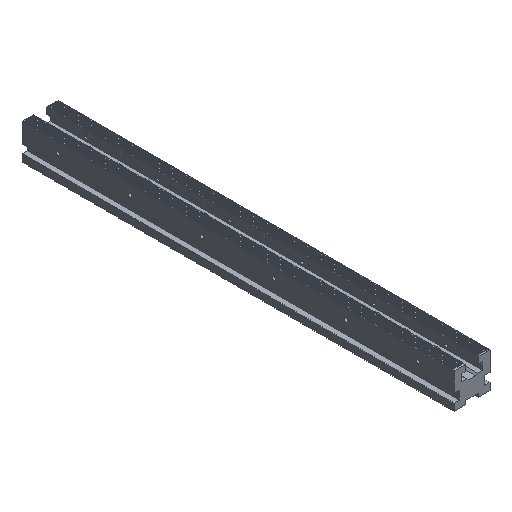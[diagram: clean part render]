
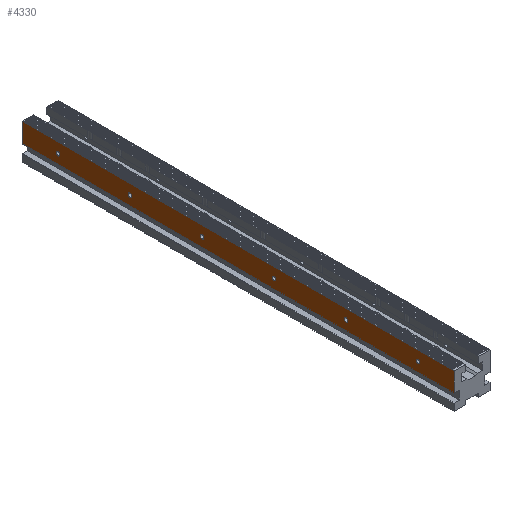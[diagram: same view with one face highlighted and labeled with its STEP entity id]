
A CAD part, isometric view. The second image highlights one B-rep face of the part: STEP entity #4330.
In plain terms, the highlighted planar face has unit normal (-1, 0, 0).
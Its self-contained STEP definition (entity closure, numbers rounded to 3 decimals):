
#4330 = ADVANCED_FACE( '', ( #10425, #10426, #10427, #10428, #10429, #10430, #10431 ), #10432, .F. );
#10425 = FACE_BOUND( '', #18310, .T. );
#10426 = FACE_BOUND( '', #18311, .T. );
#10427 = FACE_BOUND( '', #18312, .T. );
#10428 = FACE_BOUND( '', #18313, .T. );
#10429 = FACE_BOUND( '', #18314, .T. );
#10430 = FACE_BOUND( '', #18315, .T. );
#10431 = FACE_OUTER_BOUND( '', #18316, .T. );
#10432 = PLANE( '', #18317 );
#18310 = EDGE_LOOP( '', ( #32886 ) );
#18311 = EDGE_LOOP( '', ( #32887 ) );
#18312 = EDGE_LOOP( '', ( #32888 ) );
#18313 = EDGE_LOOP( '', ( #32889 ) );
#18314 = EDGE_LOOP( '', ( #32890 ) );
#18315 = EDGE_LOOP( '', ( #32891 ) );
#18316 = EDGE_LOOP( '', ( #32892, #32893, #32894, #32895, #32896, #32897 ) );
#18317 = AXIS2_PLACEMENT_3D( '', #32898, #32899, #32900 );
#32886 = ORIENTED_EDGE( '', *, *, #54984, .F. );
#32887 = ORIENTED_EDGE( '', *, *, #54985, .F. );
#32888 = ORIENTED_EDGE( '', *, *, #54986, .F. );
#32889 = ORIENTED_EDGE( '', *, *, #54796, .F. );
#32890 = ORIENTED_EDGE( '', *, *, #54987, .F. );
#32891 = ORIENTED_EDGE( '', *, *, #54988, .F. );
#32892 = ORIENTED_EDGE( '', *, *, #54989, .T. );
#32893 = ORIENTED_EDGE( '', *, *, #54990, .F. );
#32894 = ORIENTED_EDGE( '', *, *, #54991, .T. );
#32895 = ORIENTED_EDGE( '', *, *, #54992, .T. );
#32896 = ORIENTED_EDGE( '', *, *, #54993, .F. );
#32897 = ORIENTED_EDGE( '', *, *, #53110, .F. );
#32898 = CARTESIAN_POINT( '', ( -25., -300., 25. ) );
#32899 = DIRECTION( '', ( 1., 0., 0. ) );
#32900 = DIRECTION( '', ( 0., 0., -1. ) );
#53110 = EDGE_CURVE( '', #66216, #66218, #66219, .T. );
#54796 = EDGE_CURVE( '', #68957, #68957, #68958, .T. );
#54984 = EDGE_CURVE( '', #69220, #69220, #69221, .T. );
#54985 = EDGE_CURVE( '', #69222, #69222, #69223, .T. );
#54986 = EDGE_CURVE( '', #69224, #69224, #69225, .T. );
#54987 = EDGE_CURVE( '', #69226, #69226, #69227, .T. );
#54988 = EDGE_CURVE( '', #69228, #69228, #69229, .T. );
#54989 = EDGE_CURVE( '', #66216, #69230, #69231, .T. );
#54990 = EDGE_CURVE( '', #69232, #69230, #69233, .T. );
#54991 = EDGE_CURVE( '', #69232, #69234, #69235, .T. );
#54992 = EDGE_CURVE( '', #69234, #69236, #69237, .T. );
#54993 = EDGE_CURVE( '', #66218, #69236, #69238, .T. );
#66216 = VERTEX_POINT( '', #84797 );
#66218 = VERTEX_POINT( '', #84800 );
#66219 = LINE( '', #84801, #84802 );
#68957 = VERTEX_POINT( '', #89018 );
#68958 = CIRCLE( '', #89019, 2.5 );
#69220 = VERTEX_POINT( '', #89409 );
#69221 = CIRCLE( '', #89410, 2.5 );
#69222 = VERTEX_POINT( '', #89411 );
#69223 = CIRCLE( '', #89412, 2.5 );
#69224 = VERTEX_POINT( '', #89413 );
#69225 = CIRCLE( '', #89414, 2.5 );
#69226 = VERTEX_POINT( '', #89415 );
#69227 = CIRCLE( '', #89416, 2.5 );
#69228 = VERTEX_POINT( '', #89417 );
#69229 = CIRCLE( '', #89418, 2.5 );
#69230 = VERTEX_POINT( '', #89419 );
#69231 = LINE( '', #89420, #89421 );
#69232 = VERTEX_POINT( '', #89422 );
#69233 = LINE( '', #89423, #89424 );
#69234 = VERTEX_POINT( '', #89425 );
#69235 = LINE( '', #89426, #89427 );
#69236 = VERTEX_POINT( '', #89428 );
#69237 = LINE( '', #89429, #89430 );
#69238 = LINE( '', #89431, #89432 );
#84797 = CARTESIAN_POINT( '', ( -25., -299.75, 24. ) );
#84800 = CARTESIAN_POINT( '', ( -25., -300., 23.75 ) );
#84801 = CARTESIAN_POINT( '', ( -25., -298.75, 25. ) );
#84802 = VECTOR( '', #101450, 1000. );
#89018 = CARTESIAN_POINT( '', ( -25., -147.5, 10. ) );
#89019 = AXIS2_PLACEMENT_3D( '', #102962, #102963, #102964 );
#89409 = CARTESIAN_POINT( '', ( -25., 52.5, 10. ) );
#89410 = AXIS2_PLACEMENT_3D( '', #103111, #103112, #103113 );
#89411 = CARTESIAN_POINT( '', ( -25., -47.5, 10. ) );
#89412 = AXIS2_PLACEMENT_3D( '', #103114, #103115, #103116 );
#89413 = CARTESIAN_POINT( '', ( -25., 152.5, 10. ) );
#89414 = AXIS2_PLACEMENT_3D( '', #103117, #103118, #103119 );
#89415 = CARTESIAN_POINT( '', ( -25., 252.5, 10. ) );
#89416 = AXIS2_PLACEMENT_3D( '', #103120, #103121, #103122 );
#89417 = CARTESIAN_POINT( '', ( -25., -247.5, 10. ) );
#89418 = AXIS2_PLACEMENT_3D( '', #103123, #103124, #103125 );
#89419 = CARTESIAN_POINT( '', ( -25., 299.75, 24. ) );
#89420 = CARTESIAN_POINT( '', ( -25., -300., 24. ) );
#89421 = VECTOR( '', #103126, 1000. );
#89422 = CARTESIAN_POINT( '', ( -25., 300., 23.75 ) );
#89423 = CARTESIAN_POINT( '', ( -25., 300., 23.75 ) );
#89424 = VECTOR( '', #103127, 1000. );
#89425 = CARTESIAN_POINT( '', ( -25., 300., -3. ) );
#89426 = CARTESIAN_POINT( '', ( -25., 300., 25. ) );
#89427 = VECTOR( '', #103128, 1000. );
#89428 = CARTESIAN_POINT( '', ( -25., -300., -3. ) );
#89429 = CARTESIAN_POINT( '', ( -25., 300., -3. ) );
#89430 = VECTOR( '', #103129, 1000. );
#89431 = CARTESIAN_POINT( '', ( -25., -300., 25. ) );
#89432 = VECTOR( '', #103130, 1000. );
#101450 = DIRECTION( '', ( 0., -0.707, -0.707 ) );
#102962 = CARTESIAN_POINT( '', ( -25., -150., 10. ) );
#102963 = DIRECTION( '', ( -1., 0., 0. ) );
#102964 = DIRECTION( '', ( 0., 1., 0. ) );
#103111 = CARTESIAN_POINT( '', ( -25., 50., 10. ) );
#103112 = DIRECTION( '', ( -1., 0., 0. ) );
#103113 = DIRECTION( '', ( 0., 1., 0. ) );
#103114 = CARTESIAN_POINT( '', ( -25., -50., 10. ) );
#103115 = DIRECTION( '', ( -1., 0., 0. ) );
#103116 = DIRECTION( '', ( 0., 1., 0. ) );
#103117 = CARTESIAN_POINT( '', ( -25., 150., 10. ) );
#103118 = DIRECTION( '', ( -1., 0., 0. ) );
#103119 = DIRECTION( '', ( 0., 1., 0. ) );
#103120 = CARTESIAN_POINT( '', ( -25., 250., 10. ) );
#103121 = DIRECTION( '', ( -1., 0., 0. ) );
#103122 = DIRECTION( '', ( 0., 1., 0. ) );
#103123 = CARTESIAN_POINT( '', ( -25., -250., 10. ) );
#103124 = DIRECTION( '', ( -1., 0., 0. ) );
#103125 = DIRECTION( '', ( 0., 1., 0. ) );
#103126 = DIRECTION( '', ( 0., 1., 0. ) );
#103127 = DIRECTION( '', ( 0., -0.707, 0.707 ) );
#103128 = DIRECTION( '', ( 0., 0., -1. ) );
#103129 = DIRECTION( '', ( 0., -1., 0. ) );
#103130 = DIRECTION( '', ( 0., 0., -1. ) );
